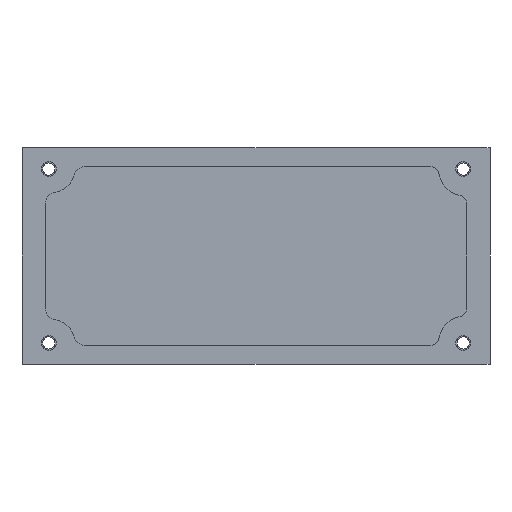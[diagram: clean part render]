
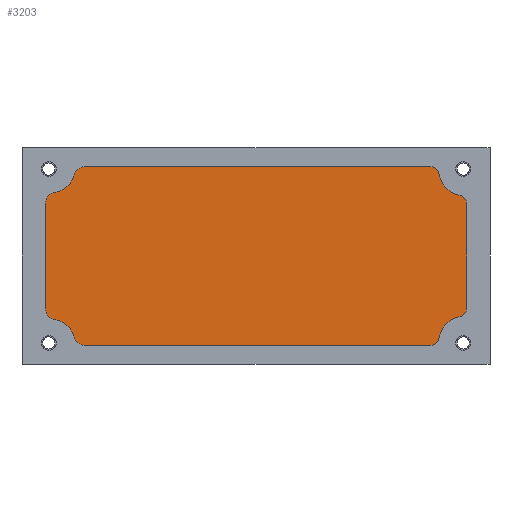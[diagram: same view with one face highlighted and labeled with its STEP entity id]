
A CAD part, front view. The second image highlights one B-rep face of the part: STEP entity #3203.
In plain terms, the highlighted planar face has unit normal (0, -1, 0).
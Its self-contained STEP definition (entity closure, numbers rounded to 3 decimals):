
#100=LINE('',#5716,#156);
#105=LINE('',#5732,#161);
#110=LINE('',#5748,#166);
#115=LINE('',#5764,#171);
#156=VECTOR('',#4808,1000.);
#161=VECTOR('',#4827,1000.);
#166=VECTOR('',#4846,1000.);
#171=VECTOR('',#4865,1000.);
#938=ORIENTED_EDGE('',*,*,#1263,.F.);
#939=ORIENTED_EDGE('',*,*,#1293,.T.);
#940=ORIENTED_EDGE('',*,*,#1291,.F.);
#941=ORIENTED_EDGE('',*,*,#1289,.F.);
#942=ORIENTED_EDGE('',*,*,#1287,.F.);
#943=ORIENTED_EDGE('',*,*,#1285,.T.);
#944=ORIENTED_EDGE('',*,*,#1283,.F.);
#945=ORIENTED_EDGE('',*,*,#1281,.F.);
#946=ORIENTED_EDGE('',*,*,#1279,.F.);
#947=ORIENTED_EDGE('',*,*,#1277,.T.);
#948=ORIENTED_EDGE('',*,*,#1275,.F.);
#949=ORIENTED_EDGE('',*,*,#1273,.F.);
#950=ORIENTED_EDGE('',*,*,#1271,.F.);
#951=ORIENTED_EDGE('',*,*,#1269,.T.);
#952=ORIENTED_EDGE('',*,*,#1267,.F.);
#953=ORIENTED_EDGE('',*,*,#1265,.F.);
#1263=EDGE_CURVE('',#1572,#1573,#1856,.T.);
#1265=EDGE_CURVE('',#1573,#1574,#100,.T.);
#1267=EDGE_CURVE('',#1574,#1575,#1857,.T.);
#1269=EDGE_CURVE('',#1576,#1575,#1858,.T.);
#1271=EDGE_CURVE('',#1576,#1577,#1859,.T.);
#1273=EDGE_CURVE('',#1577,#1578,#105,.T.);
#1275=EDGE_CURVE('',#1578,#1579,#1860,.T.);
#1277=EDGE_CURVE('',#1580,#1579,#1861,.T.);
#1279=EDGE_CURVE('',#1580,#1581,#1862,.T.);
#1281=EDGE_CURVE('',#1581,#1582,#110,.T.);
#1283=EDGE_CURVE('',#1582,#1583,#1863,.T.);
#1285=EDGE_CURVE('',#1584,#1583,#1864,.T.);
#1287=EDGE_CURVE('',#1584,#1585,#1865,.T.);
#1289=EDGE_CURVE('',#1585,#1586,#115,.T.);
#1291=EDGE_CURVE('',#1586,#1587,#1866,.T.);
#1293=EDGE_CURVE('',#1572,#1587,#1867,.T.);
#1572=VERTEX_POINT('',#5711);
#1573=VERTEX_POINT('',#5713);
#1574=VERTEX_POINT('',#5717);
#1575=VERTEX_POINT('',#5721);
#1576=VERTEX_POINT('',#5725);
#1577=VERTEX_POINT('',#5729);
#1578=VERTEX_POINT('',#5733);
#1579=VERTEX_POINT('',#5737);
#1580=VERTEX_POINT('',#5741);
#1581=VERTEX_POINT('',#5745);
#1582=VERTEX_POINT('',#5749);
#1583=VERTEX_POINT('',#5753);
#1584=VERTEX_POINT('',#5757);
#1585=VERTEX_POINT('',#5761);
#1586=VERTEX_POINT('',#5765);
#1587=VERTEX_POINT('',#5769);
#1856=CIRCLE('',#3724,2.49);
#1857=CIRCLE('',#3727,2.49);
#1858=CIRCLE('',#3729,5.45);
#1859=CIRCLE('',#3731,2.49);
#1860=CIRCLE('',#3734,1.88);
#1861=CIRCLE('',#3736,6.25);
#1862=CIRCLE('',#3738,1.88);
#1863=CIRCLE('',#3741,1.88);
#1864=CIRCLE('',#3743,6.25);
#1865=CIRCLE('',#3745,1.88);
#1866=CIRCLE('',#3748,2.49);
#1867=CIRCLE('',#3750,5.45);
#2349=EDGE_LOOP('',(#938,#939,#940,#941,#942,#943,#944,#945,#946,#947,#948,
#949,#950,#951,#952,#953));
#2837=FACE_BOUND('',#2349,.T.);
#2948=PLANE('',#3751);
#3203=ADVANCED_FACE('',(#2837),#2948,.F.);
#3724=AXIS2_PLACEMENT_3D('',#5712,#4803,#4804);
#3727=AXIS2_PLACEMENT_3D('',#5720,#4812,#4813);
#3729=AXIS2_PLACEMENT_3D('',#5724,#4817,#4818);
#3731=AXIS2_PLACEMENT_3D('',#5728,#4822,#4823);
#3734=AXIS2_PLACEMENT_3D('',#5736,#4831,#4832);
#3736=AXIS2_PLACEMENT_3D('',#5740,#4836,#4837);
#3738=AXIS2_PLACEMENT_3D('',#5744,#4841,#4842);
#3741=AXIS2_PLACEMENT_3D('',#5752,#4850,#4851);
#3743=AXIS2_PLACEMENT_3D('',#5756,#4855,#4856);
#3745=AXIS2_PLACEMENT_3D('',#5760,#4860,#4861);
#3748=AXIS2_PLACEMENT_3D('',#5768,#4869,#4870);
#3750=AXIS2_PLACEMENT_3D('',#5772,#4874,#4875);
#3751=AXIS2_PLACEMENT_3D('',#5773,#4876,#4877);
#4803=DIRECTION('',(0.,1.,0.));
#4804=DIRECTION('',(1.,0.,0.));
#4808=DIRECTION('',(0.,0.,1.));
#4812=DIRECTION('',(0.,1.,0.));
#4813=DIRECTION('',(1.,0.,0.));
#4817=DIRECTION('',(0.,1.,0.));
#4818=DIRECTION('',(1.,0.,0.));
#4822=DIRECTION('',(0.,1.,0.));
#4823=DIRECTION('',(1.,0.,0.));
#4827=DIRECTION('',(1.,0.,0.));
#4831=DIRECTION('',(0.,1.,0.));
#4832=DIRECTION('',(1.,0.,0.));
#4836=DIRECTION('',(0.,1.,0.));
#4837=DIRECTION('',(1.,0.,0.));
#4841=DIRECTION('',(0.,1.,0.));
#4842=DIRECTION('',(1.,0.,0.));
#4846=DIRECTION('',(0.,0.,-1.));
#4850=DIRECTION('',(0.,1.,0.));
#4851=DIRECTION('',(1.,0.,0.));
#4855=DIRECTION('',(0.,1.,0.));
#4856=DIRECTION('',(1.,0.,0.));
#4860=DIRECTION('',(0.,1.,0.));
#4861=DIRECTION('',(1.,0.,0.));
#4865=DIRECTION('',(-1.,0.,0.));
#4869=DIRECTION('',(0.,1.,0.));
#4870=DIRECTION('',(1.,0.,0.));
#4874=DIRECTION('',(0.,1.,0.));
#4875=DIRECTION('',(1.,0.,0.));
#4876=DIRECTION('',(0.,1.,0.));
#4877=DIRECTION('',(0.,0.,1.));
#5711=CARTESIAN_POINT('',(-46.286,10.,-14.613));
#5712=CARTESIAN_POINT('',(-45.91,10.,-12.151));
#5713=CARTESIAN_POINT('',(-48.4,10.,-12.151));
#5716=CARTESIAN_POINT('',(-48.4,10.,-12.151));
#5717=CARTESIAN_POINT('',(-48.4,10.,12.151));
#5720=CARTESIAN_POINT('',(-45.91,10.,12.151));
#5721=CARTESIAN_POINT('',(-46.286,10.,14.613));
#5724=CARTESIAN_POINT('',(-47.11,10.,20.));
#5725=CARTESIAN_POINT('',(-41.834,10.,18.634));
#5728=CARTESIAN_POINT('',(-39.423,10.,18.01));
#5729=CARTESIAN_POINT('',(-39.423,10.,20.5));
#5732=CARTESIAN_POINT('',(-39.423,10.,20.5));
#5733=CARTESIAN_POINT('',(40.208,10.,20.5));
#5736=CARTESIAN_POINT('',(40.208,10.,18.62));
#5737=CARTESIAN_POINT('',(42.061,10.,18.939));
#5740=CARTESIAN_POINT('',(48.22,10.,20.));
#5741=CARTESIAN_POINT('',(46.913,10.,13.888));
#5744=CARTESIAN_POINT('',(46.52,10.,12.05));
#5745=CARTESIAN_POINT('',(48.4,10.,12.05));
#5748=CARTESIAN_POINT('',(48.4,10.,12.05));
#5749=CARTESIAN_POINT('',(48.4,10.,-12.05));
#5752=CARTESIAN_POINT('',(46.52,10.,-12.05));
#5753=CARTESIAN_POINT('',(46.913,10.,-13.888));
#5756=CARTESIAN_POINT('',(48.22,10.,-20.));
#5757=CARTESIAN_POINT('',(42.061,10.,-18.939));
#5760=CARTESIAN_POINT('',(40.208,10.,-18.62));
#5761=CARTESIAN_POINT('',(40.208,10.,-20.5));
#5764=CARTESIAN_POINT('',(40.208,10.,-20.5));
#5765=CARTESIAN_POINT('',(-39.423,10.,-20.5));
#5768=CARTESIAN_POINT('',(-39.423,10.,-18.01));
#5769=CARTESIAN_POINT('',(-41.834,10.,-18.634));
#5772=CARTESIAN_POINT('',(-47.11,10.,-20.));
#5773=CARTESIAN_POINT('',(-45.91,10.,-12.151));
